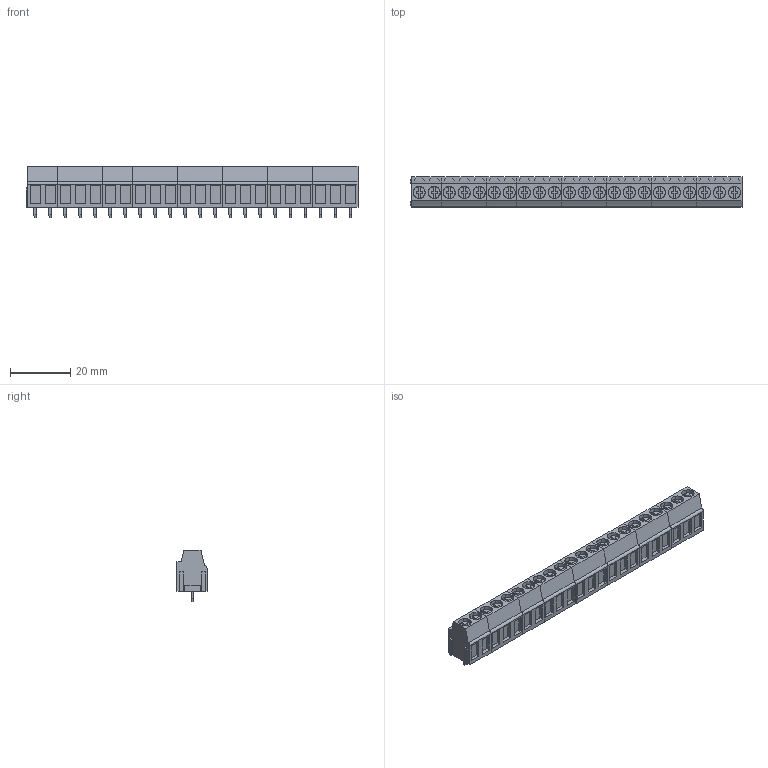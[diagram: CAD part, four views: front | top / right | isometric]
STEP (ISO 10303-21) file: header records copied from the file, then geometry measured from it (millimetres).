
FILE_DESCRIPTION(('CATIA V5 STEP Exchange','CAx-IF Rec.Pracs.--- Model Styling and Organization---1.2---2011-12-15'),'2;1');
FILE_NAME ('D1449961_0_1234190000_1234190000.stp','2018-03-31T09:31:15+00:00',('none'),('Weidmueller'),'CATIA Version 5-6 Release 2014','CATIA V5 STEP AP214','none');
FILE_SCHEMA(('AUTOMOTIVE_DESIGN { 1 0 10303 214 1 1 1 1 }'));
Products named in the file (1): 1234190000
Bounding box: 110.55 x 10 x 17.3 mm (x, y, z)
Volume: 10816.5 mm3; surface area: 12997.2 mm2
Topology: 52 solids, 52 shells, 1888 faces, 5066 edges, 3348 vertices
Faces by surface type: plane 1572, cylinder 316
Entity records: 58290 total; most frequent: CARTESIAN_POINT 11760, ORIENTED_EDGE 10132, DIRECTION 8466, EDGE_CURVE 5066, VECTOR 4126, LINE 4126, VERTEX_POINT 3348, AXIS2_PLACEMENT_3D 2452
